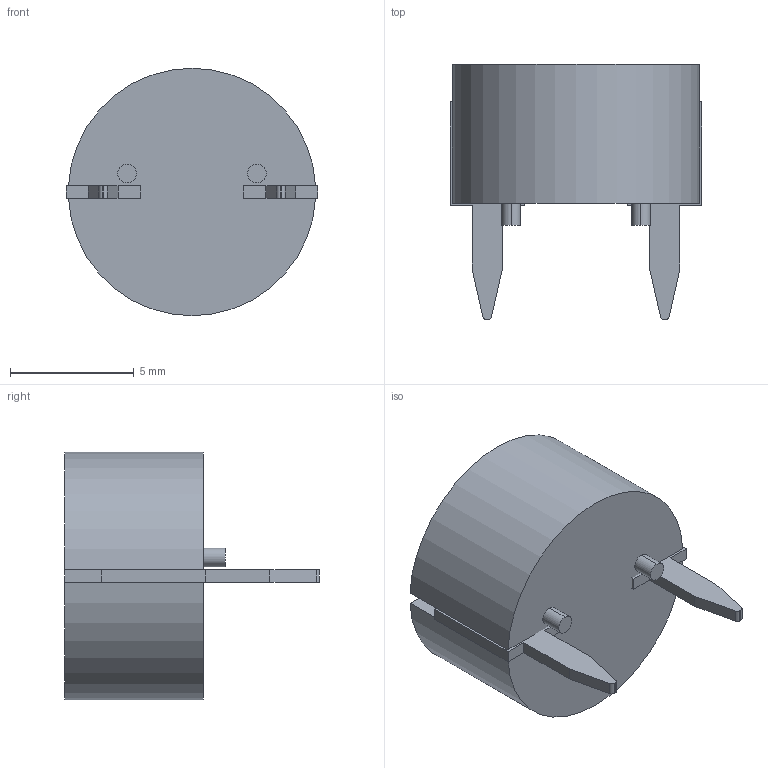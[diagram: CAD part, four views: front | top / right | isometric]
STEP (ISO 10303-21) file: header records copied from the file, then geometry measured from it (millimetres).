
FILE_DESCRIPTION (( 'STEP AP214' ), '1' );
FILE_NAME ('55900000001.STEP', '2023-05-27T11:20:10', ( '' ), ( '' ), 'SwSTEP 2.0', 'SolidWorks 2021', '' );
FILE_SCHEMA (( 'AUTOMOTIVE_DESIGN' ));
Length unit declared in the file: millimetre
Products named in the file (1): 55900000001
Bounding box: 10.18 x 10.3 x 10 mm (x, y, z)
Volume: 443.8 mm3; surface area: 481.9 mm2
Topology: 3 solids, 3 shells, 51 faces, 123 edges, 82 vertices
Faces by surface type: plane 36, cylinder 15
Entity records: 1847 total; most frequent: CARTESIAN_POINT 257, DIRECTION 257, ORIENTED_EDGE 246, EDGE_CURVE 123, VECTOR 93, LINE 93, VERTEX_POINT 82, AXIS2_PLACEMENT_3D 82
